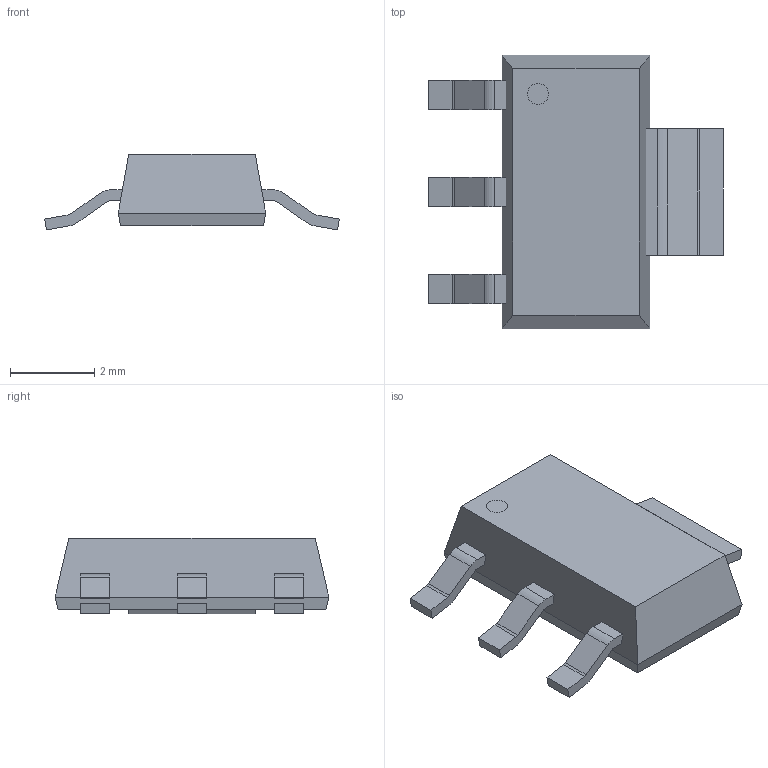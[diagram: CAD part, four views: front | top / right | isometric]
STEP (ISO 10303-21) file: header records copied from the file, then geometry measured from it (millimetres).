
FILE_DESCRIPTION(('FreeCAD Model'),'2;1');
FILE_NAME('Open CASCADE Shape Model','2025-08-02T20:50:04',(''),(''), 'Open CASCADE STEP processor 7.8','FreeCAD','Unknown');
FILE_SCHEMA(('AUTOMOTIVE_DESIGN { 1 0 10303 214 1 1 1 1 }'));
Length unit declared in the file: millimetre
Products named in the file (1): LD1117S33CTR
Bounding box: 7 x 6.5 x 1.8 mm (x, y, z)
Volume: 37.5 mm3; surface area: 100 mm2
Topology: 6 solids, 6 shells, 73 faces, 528 edges, 1524 vertices
Faces by surface type: plane 53, cylinder 20
Entity records: 6820 total; most frequent: CARTESIAN_POINT 2126, DIRECTION 796, LINE 408, VECTOR 408, GEOMETRIC_CURVE_SET 353, ORIENTED_EDGE 352, TRIMMED_CURVE 352, AXIS2_PLACEMENT_3D 194
